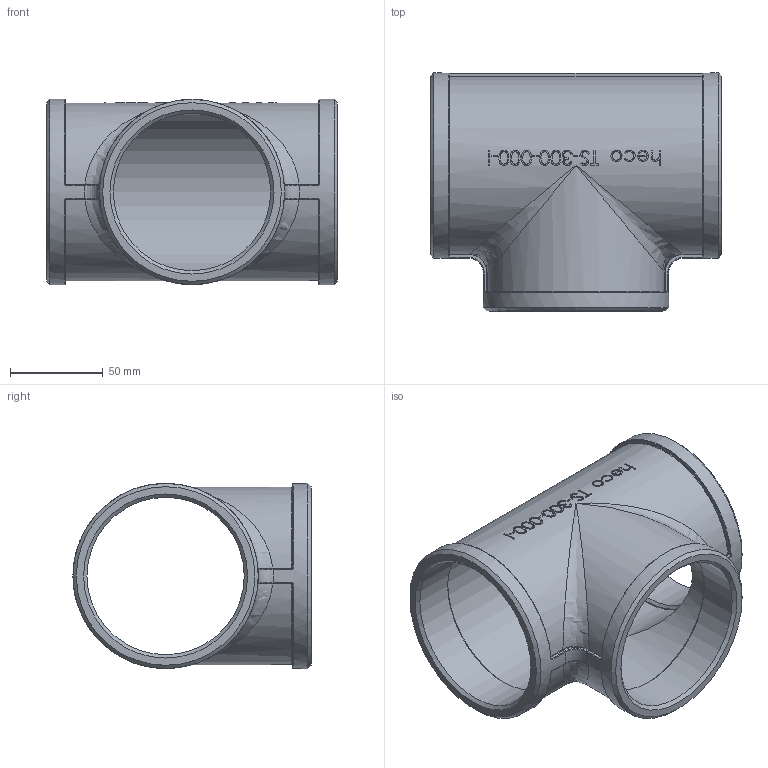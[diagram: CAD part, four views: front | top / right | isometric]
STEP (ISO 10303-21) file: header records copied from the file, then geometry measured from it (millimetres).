
FILE_DESCRIPTION (( 'STEP AP214' ), '1' );
FILE_NAME ('heco_TS-300-000-I.STEP', '2015-10-29T12:48:05', ( 'test' ), ( '' ), 'SwSTEP 2.0', 'SolidWorks 2011', '' );
FILE_SCHEMA (( 'AUTOMOTIVE_DESIGN' ));
Length unit declared in the file: millimetre
Products named in the file (1): heco_TS-300-000-I
Bounding box: 157 x 128.5 x 100 mm (x, y, z)
Volume: 244064.5 mm3; surface area: 109466.7 mm2
Topology: 1 solids, 1 shells, 306 faces, 756 edges, 461 vertices
Faces by surface type: bspline 146, cylinder 66, plane 55, torus 18, sphere 12, cone 9
Full cylindrical faces by diameter (mm): 84.926 x3, 88.8 x2, 100 x2
Entity records: 41624 total; most frequent: CARTESIAN_POINT 32427, ORIENTED_EDGE 1432, DIRECTION 728, EDGE_CURVE 716, VERTEX_POINT 455, B_SPLINE_CURVE_WITH_KNOTS 445, EDGE_LOOP 353, FACE_OUTER_BOUND 313
